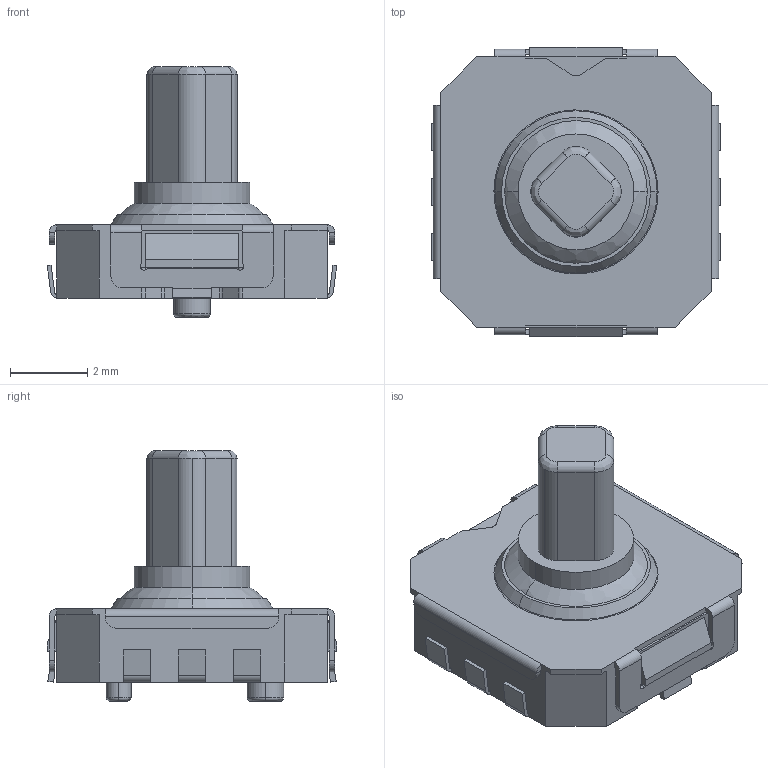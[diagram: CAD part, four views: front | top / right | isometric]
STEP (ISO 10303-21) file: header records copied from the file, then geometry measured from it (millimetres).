
FILE_DESCRIPTION (( 'STEP AP214' ), '1' );
FILE_NAME ('2434804-1.STEP', '2023-07-06T10:18:40', ( '' ), ( '' ), 'SwSTEP 2.0', 'SolidWorks 2023', '' );
FILE_SCHEMA (( 'AUTOMOTIVE_DESIGN' ));
Length unit declared in the file: inch
Products named in the file (1): 2434804-1
Bounding box: 7.5 x 7.5 x 6.5 mm (x, y, z)
Volume: 110.8 mm3; surface area: 213.4 mm2
Topology: 1 solids, 1 shells, 215 faces, 579 edges, 374 vertices
Faces by surface type: plane 130, cylinder 71, bspline 12, cone 2
Entity records: 7362 total; most frequent: CARTESIAN_POINT 1385, ORIENTED_EDGE 1158, DIRECTION 1129, EDGE_CURVE 579, LINE 413, VECTOR 413, VERTEX_POINT 374, AXIS2_PLACEMENT_3D 358
